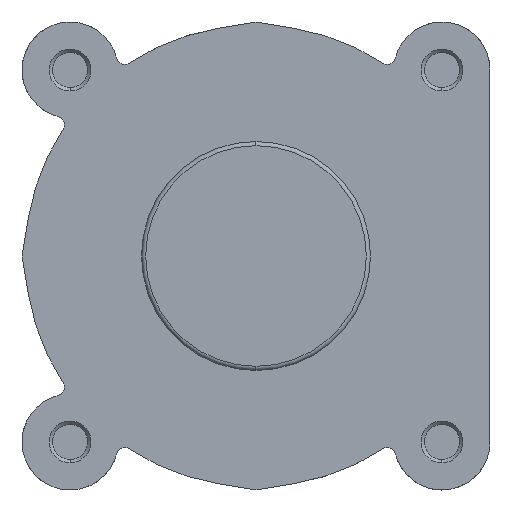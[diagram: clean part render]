
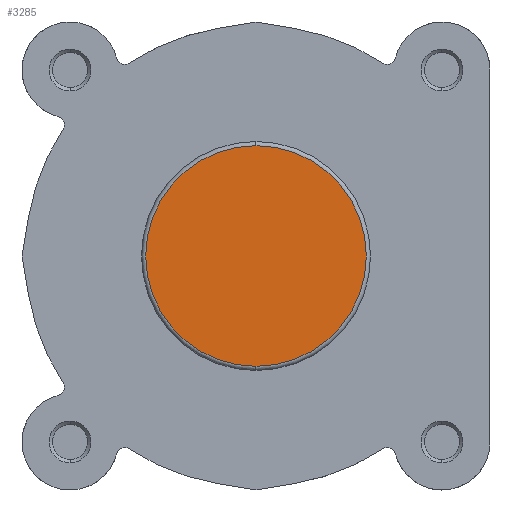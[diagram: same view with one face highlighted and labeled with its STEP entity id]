
A CAD part, left-side view. The second image highlights one B-rep face of the part: STEP entity #3285.
In plain terms, the highlighted planar face has unit normal (-1, 0, 0).
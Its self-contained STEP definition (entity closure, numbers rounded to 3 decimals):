
#553 = CARTESIAN_POINT ( 'NONE',  ( 0., 0., 0. ) ) ;
#554 = DIRECTION ( 'NONE',  ( -1., 0., 0. ) ) ;
#555 = DIRECTION ( 'NONE',  ( 0., 0., -1. ) ) ;
#808 = CARTESIAN_POINT ( 'NONE',  ( 0., 0., 0. ) ) ;
#815 = DIRECTION ( 'NONE',  ( -1., 0., 0. ) ) ;
#816 = DIRECTION ( 'NONE',  ( 0., 0., -1. ) ) ;
#1308 = CIRCLE ( 'NONE', #4203, 26.4 ) ;
#2242 = VERTEX_POINT ( 'NONE', #5436 ) ;
#2259 = VERTEX_POINT ( 'NONE', #5452 ) ;
#2462 = EDGE_LOOP ( 'NONE', ( #6630, #7015 ) ) ;
#3285 = ADVANCED_FACE ( 'NONE', ( #4773 ), #6219, .F. ) ;
#3594 = EDGE_CURVE ( 'NONE', #2259, #2242, #5258, .T. ) ;
#3694 = EDGE_CURVE ( 'NONE', #2242, #2259, #1308, .T. ) ;
#3952 = AXIS2_PLACEMENT_3D ( 'NONE', #6196, #6221, #6222 ) ;
#4141 = AXIS2_PLACEMENT_3D ( 'NONE', #553, #554, #555 ) ;
#4203 = AXIS2_PLACEMENT_3D ( 'NONE', #808, #815, #816 ) ;
#4773 = FACE_OUTER_BOUND ( 'NONE', #2462, .T. ) ;
#5258 = CIRCLE ( 'NONE', #4141, 26.4 ) ;
#5436 = CARTESIAN_POINT ( 'NONE',  ( 0., 0., -26.4 ) ) ;
#5452 = CARTESIAN_POINT ( 'NONE',  ( 0., 0., 26.4 ) ) ;
#6196 = CARTESIAN_POINT ( 'NONE',  ( 0., 27.4, 0. ) ) ;
#6219 = PLANE ( 'NONE',  #3952 ) ;
#6221 = DIRECTION ( 'NONE',  ( 1., 0., 0. ) ) ;
#6222 = DIRECTION ( 'NONE',  ( 0., 0., -1. ) ) ;
#6630 = ORIENTED_EDGE ( 'NONE', *, *, #3694, .T. ) ;
#7015 = ORIENTED_EDGE ( 'NONE', *, *, #3594, .T. ) ;
